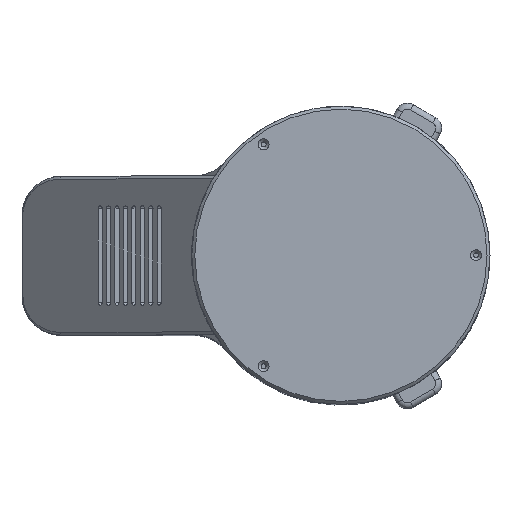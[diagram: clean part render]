
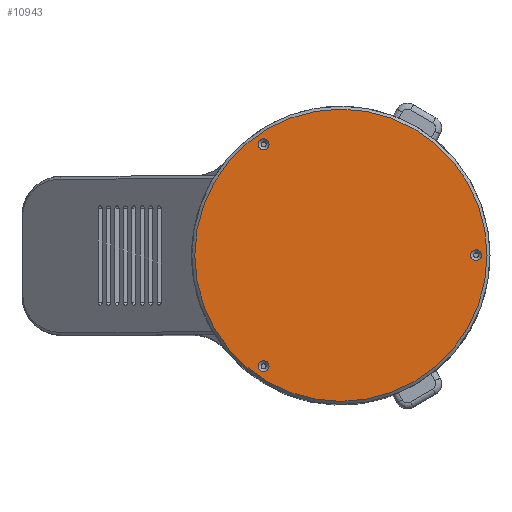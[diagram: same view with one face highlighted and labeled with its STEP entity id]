
A CAD part, top view. The second image highlights one B-rep face of the part: STEP entity #10943.
In plain terms, the highlighted planar face has unit normal (0, 0, 1).
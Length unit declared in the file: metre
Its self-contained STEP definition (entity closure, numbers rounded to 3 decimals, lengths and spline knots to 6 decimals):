
#1003=CIRCLE('',#12197,0.00275);
#1004=CIRCLE('',#12198,0.00275);
#1005=CIRCLE('',#12199,0.00275);
#1006=CIRCLE('',#12200,0.0735);
#3245=ORIENTED_EDGE('',*,*,#5364,.T.);
#3246=ORIENTED_EDGE('',*,*,#5365,.T.);
#3247=ORIENTED_EDGE('',*,*,#5366,.T.);
#3248=ORIENTED_EDGE('',*,*,#5367,.T.);
#5364=EDGE_CURVE('',#6599,#6599,#1003,.F.);
#5365=EDGE_CURVE('',#6600,#6600,#1004,.F.);
#5366=EDGE_CURVE('',#6601,#6601,#1005,.F.);
#5367=EDGE_CURVE('',#6602,#6602,#1006,.T.);
#6599=VERTEX_POINT('',#19955);
#6600=VERTEX_POINT('',#19957);
#6601=VERTEX_POINT('',#19959);
#6602=VERTEX_POINT('',#19961);
#9053=EDGE_LOOP('',(#3245));
#9054=EDGE_LOOP('',(#3246));
#9055=EDGE_LOOP('',(#3247));
#9056=EDGE_LOOP('',(#3248));
#9958=FACE_BOUND('',#9053,.T.);
#9959=FACE_BOUND('',#9054,.T.);
#9960=FACE_BOUND('',#9055,.T.);
#9961=FACE_BOUND('',#9056,.T.);
#10404=PLANE('',#12196);
#10943=ADVANCED_FACE('',(#9958,#9959,#9960,#9961),#10404,.T.);
#12196=AXIS2_PLACEMENT_3D('',#19953,#14909,#14910);
#12197=AXIS2_PLACEMENT_3D('',#19954,#14911,#14912);
#12198=AXIS2_PLACEMENT_3D('',#19956,#14913,#14914);
#12199=AXIS2_PLACEMENT_3D('',#19958,#14915,#14916);
#12200=AXIS2_PLACEMENT_3D('',#19960,#14917,#14918);
#14909=DIRECTION('',(0.,0.,1.));
#14910=DIRECTION('',(1.,0.,0.));
#14911=DIRECTION('',(0.,0.,1.));
#14912=DIRECTION('',(1.,0.,0.));
#14913=DIRECTION('',(0.,0.,1.));
#14914=DIRECTION('',(1.,0.,0.));
#14915=DIRECTION('',(0.,0.,1.));
#14916=DIRECTION('',(1.,0.,0.));
#14917=DIRECTION('',(0.,0.,1.));
#14918=DIRECTION('',(1.,0.,0.));
#19953=CARTESIAN_POINT('',(0.,0.,0.222));
#19954=CARTESIAN_POINT('',(-0.038898,0.055776,0.222));
#19955=CARTESIAN_POINT('',(-0.036148,0.055776,0.222));
#19956=CARTESIAN_POINT('',(-0.038898,-0.055776,0.222));
#19957=CARTESIAN_POINT('',(-0.036148,-0.055776,0.222));
#19958=CARTESIAN_POINT('',(0.068,0.,0.222));
#19959=CARTESIAN_POINT('',(0.07075,0.,0.222));
#19960=CARTESIAN_POINT('',(0.,0.,
0.222));
#19961=CARTESIAN_POINT('',(0.0735,0.,0.222));
